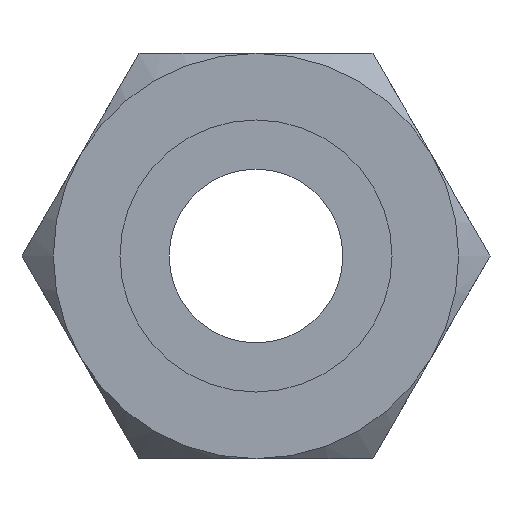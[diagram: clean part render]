
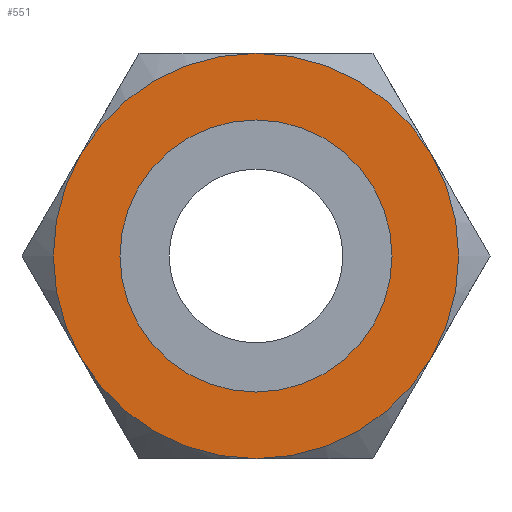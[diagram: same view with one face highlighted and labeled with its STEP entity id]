
A CAD part, left-side view. The second image highlights one B-rep face of the part: STEP entity #551.
In plain terms, the highlighted planar face has unit normal (-1, 0, 0).
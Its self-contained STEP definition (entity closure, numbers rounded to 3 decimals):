
#97 = FACE_BOUND ( 'NONE', #3346, .T. ) ;
#353 = EDGE_CURVE ( 'NONE', #1873, #1462, #751, .T. ) ;
#362 = CIRCLE ( 'NONE', #3664, 4.7 ) ;
#372 = DIRECTION ( 'NONE',  ( 0., 0., 1. ) ) ;
#551 = ADVANCED_FACE ( 'NONE', ( #97, #1017 ), #3707, .F. ) ;
#594 = DIRECTION ( 'NONE',  ( 1., 0., 0. ) ) ;
#657 = AXIS2_PLACEMENT_3D ( 'NONE', #5535, #4176, #1125 ) ;
#747 = DIRECTION ( 'NONE',  ( 0., 0., -1. ) ) ;
#751 = CIRCLE ( 'NONE', #4018, 4.7 ) ;
#819 = CARTESIAN_POINT ( 'NONE',  ( 13., 0., 0. ) ) ;
#834 = AXIS2_PLACEMENT_3D ( 'NONE', #5610, #594, #1916 ) ;
#941 = CIRCLE ( 'NONE', #2441, 7. ) ;
#1017 = FACE_OUTER_BOUND ( 'NONE', #3723, .T. ) ;
#1073 = CARTESIAN_POINT ( 'NONE',  ( 13., 0., 0. ) ) ;
#1125 = DIRECTION ( 'NONE',  ( 0., 0., -1. ) ) ;
#1268 = CARTESIAN_POINT ( 'NONE',  ( 13., 0., -7. ) ) ;
#1287 = CIRCLE ( 'NONE', #4220, 7. ) ;
#1311 = VERTEX_POINT ( 'NONE', #2954 ) ;
#1462 = VERTEX_POINT ( 'NONE', #3408 ) ;
#1475 = AXIS2_PLACEMENT_3D ( 'NONE', #1073, #1684, #4797 ) ;
#1485 = AXIS2_PLACEMENT_3D ( 'NONE', #1546, #4747, #2437 ) ;
#1546 = CARTESIAN_POINT ( 'NONE',  ( 13., 0., 0. ) ) ;
#1684 = DIRECTION ( 'NONE',  ( 1., 0., 0. ) ) ;
#1716 = EDGE_CURVE ( 'NONE', #2465, #4446, #3182, .T. ) ;
#1749 = CARTESIAN_POINT ( 'NONE',  ( 13., 0., 4.7 ) ) ;
#1787 = CARTESIAN_POINT ( 'NONE',  ( 13., 0., 0. ) ) ;
#1843 = EDGE_CURVE ( 'NONE', #3334, #1311, #1287, .T. ) ;
#1873 = VERTEX_POINT ( 'NONE', #1749 ) ;
#1875 = CARTESIAN_POINT ( 'NONE',  ( 13., 0., 0. ) ) ;
#1916 = DIRECTION ( 'NONE',  ( 0., 0., -1. ) ) ;
#2083 = DIRECTION ( 'NONE',  ( -1., 0., 0. ) ) ;
#2089 = EDGE_CURVE ( 'NONE', #3328, #2465, #5366, .T. ) ;
#2437 = DIRECTION ( 'NONE',  ( 0., 0., -1. ) ) ;
#2441 = AXIS2_PLACEMENT_3D ( 'NONE', #1787, #5304, #2690 ) ;
#2465 = VERTEX_POINT ( 'NONE', #5284 ) ;
#2690 = DIRECTION ( 'NONE',  ( 0., 0., -1. ) ) ;
#2856 = ORIENTED_EDGE ( 'NONE', *, *, #3870, .F. ) ;
#2954 = CARTESIAN_POINT ( 'NONE',  ( 13., -6.062, -3.5 ) ) ;
#3103 = CARTESIAN_POINT ( 'NONE',  ( 13., 6.062, 3.5 ) ) ;
#3182 = CIRCLE ( 'NONE', #834, 7. ) ;
#3328 = VERTEX_POINT ( 'NONE', #1268 ) ;
#3334 = VERTEX_POINT ( 'NONE', #4437 ) ;
#3346 = EDGE_LOOP ( 'NONE', ( #4932, #3769 ) ) ;
#3402 = ORIENTED_EDGE ( 'NONE', *, *, #2089, .F. ) ;
#3408 = CARTESIAN_POINT ( 'NONE',  ( 13., 0., -4.7 ) ) ;
#3478 = VERTEX_POINT ( 'NONE', #5676 ) ;
#3664 = AXIS2_PLACEMENT_3D ( 'NONE', #1875, #3682, #3903 ) ;
#3682 = DIRECTION ( 'NONE',  ( -1., 0., 0. ) ) ;
#3707 = PLANE ( 'NONE',  #657 ) ;
#3723 = EDGE_LOOP ( 'NONE', ( #3402, #2856, #4011, #3791, #5506, #4571 ) ) ;
#3769 = ORIENTED_EDGE ( 'NONE', *, *, #4783, .F. ) ;
#3791 = ORIENTED_EDGE ( 'NONE', *, *, #5562, .F. ) ;
#3826 = DIRECTION ( 'NONE',  ( 0., 0., 1. ) ) ;
#3870 = EDGE_CURVE ( 'NONE', #1311, #3328, #4514, .T. ) ;
#3903 = DIRECTION ( 'NONE',  ( 0., 0., 1. ) ) ;
#4011 = ORIENTED_EDGE ( 'NONE', *, *, #1843, .F. ) ;
#4018 = AXIS2_PLACEMENT_3D ( 'NONE', #4414, #2083, #372 ) ;
#4176 = DIRECTION ( 'NONE',  ( 1., 0., 0. ) ) ;
#4220 = AXIS2_PLACEMENT_3D ( 'NONE', #5298, #4782, #747 ) ;
#4270 = DIRECTION ( 'NONE',  ( -1., 0., 0. ) ) ;
#4414 = CARTESIAN_POINT ( 'NONE',  ( 13., 0., 0. ) ) ;
#4437 = CARTESIAN_POINT ( 'NONE',  ( 13., -6.062, 3.5 ) ) ;
#4446 = VERTEX_POINT ( 'NONE', #3103 ) ;
#4514 = CIRCLE ( 'NONE', #1485, 7. ) ;
#4571 = ORIENTED_EDGE ( 'NONE', *, *, #1716, .F. ) ;
#4609 = AXIS2_PLACEMENT_3D ( 'NONE', #819, #4270, #3826 ) ;
#4747 = DIRECTION ( 'NONE',  ( 1., 0., 0. ) ) ;
#4782 = DIRECTION ( 'NONE',  ( 1., 0., 0. ) ) ;
#4783 = EDGE_CURVE ( 'NONE', #1462, #1873, #362, .T. ) ;
#4797 = DIRECTION ( 'NONE',  ( 0., 0., -1. ) ) ;
#4851 = EDGE_CURVE ( 'NONE', #3478, #4446, #5858, .T. ) ;
#4932 = ORIENTED_EDGE ( 'NONE', *, *, #353, .F. ) ;
#5284 = CARTESIAN_POINT ( 'NONE',  ( 13., 6.062, -3.5 ) ) ;
#5298 = CARTESIAN_POINT ( 'NONE',  ( 13., 0., 0. ) ) ;
#5304 = DIRECTION ( 'NONE',  ( 1., 0., 0. ) ) ;
#5366 = CIRCLE ( 'NONE', #1475, 7. ) ;
#5506 = ORIENTED_EDGE ( 'NONE', *, *, #4851, .T. ) ;
#5535 = CARTESIAN_POINT ( 'NONE',  ( 13., 0., 0. ) ) ;
#5562 = EDGE_CURVE ( 'NONE', #3478, #3334, #941, .T. ) ;
#5610 = CARTESIAN_POINT ( 'NONE',  ( 13., 0., 0. ) ) ;
#5676 = CARTESIAN_POINT ( 'NONE',  ( 13., 0., 7. ) ) ;
#5858 = CIRCLE ( 'NONE', #4609, 7. ) ;
